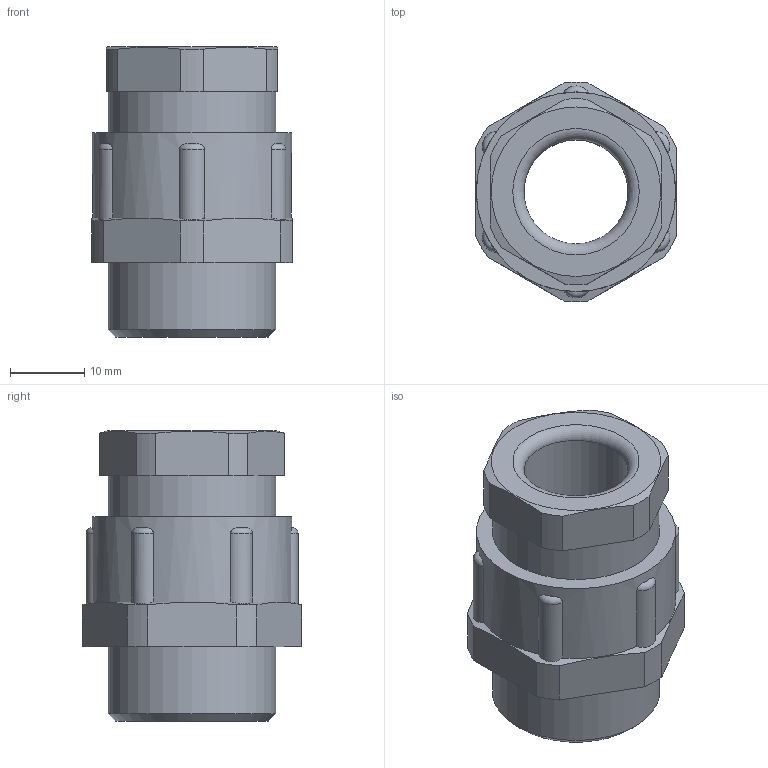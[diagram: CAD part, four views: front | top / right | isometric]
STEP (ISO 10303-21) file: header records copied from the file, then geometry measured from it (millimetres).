
FILE_DESCRIPTION(/* description */ (''),/* implementation_level */ '2;1');
FILE_NAME(/* name */ '12052209_POZ 16.stp',/* time_stamp */ '2015-12-08T07:15:53+01:00',/* author */ ('kleemann'),/* organization */ (''),/* preprocessor_version */ 'ST-DEVELOPER v16.1',/* originating_system */ 'Autodesk Inventor 2016',/* authorisation */ '');
FILE_SCHEMA (('AUTOMOTIVE_DESIGN { 1 0 10303 214 3 1 1 }'));
Length unit declared in the file: millimetre
Products named in the file (1): POZ 16_3Dsym
Bounding box: 27 x 29.49 x 39 mm (x, y, z)
Volume: 13147.5 mm3; surface area: 5776.8 mm2
Topology: 1 solids, 1 shells, 92 faces, 252 edges, 168 vertices
Faces by surface type: plane 60, cylinder 22, torus 7, cone 3
Full cylindrical faces by diameter (mm): 14 x1, 22.5 x2, 26.8 x1
Entity records: 3038 total; most frequent: CARTESIAN_POINT 745, ORIENTED_EDGE 480, DIRECTION 452, EDGE_CURVE 240, VERTEX_POINT 164, AXIS2_PLACEMENT_3D 151, LINE 150, VECTOR 150
